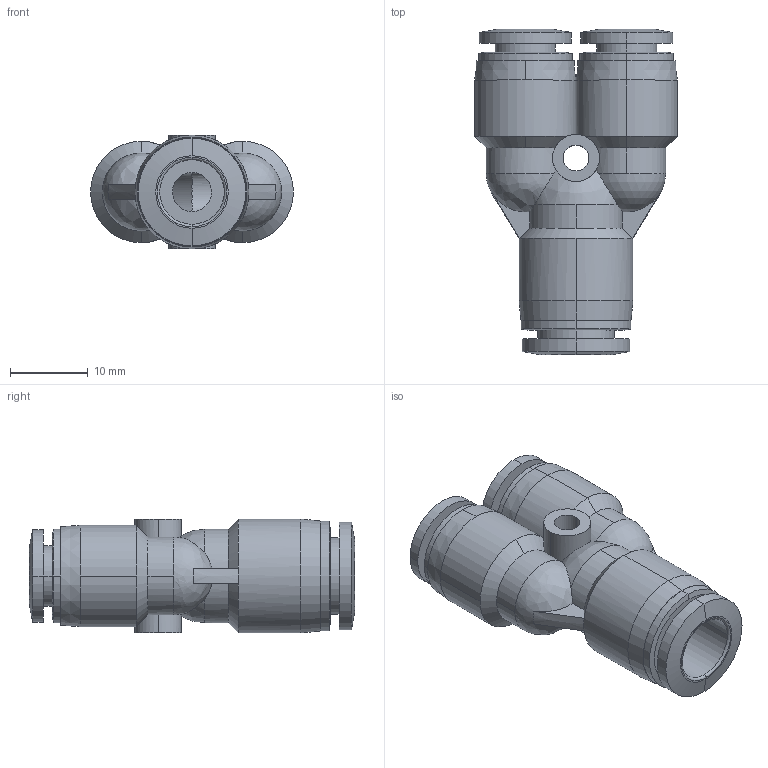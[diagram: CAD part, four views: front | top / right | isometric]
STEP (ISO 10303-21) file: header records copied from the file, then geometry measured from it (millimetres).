
FILE_DESCRIPTION (( 'STEP AP214' ), '1' );
FILE_NAME ('URY8M-6M.step', '2016-02-24T20:49:02', ( '' ), ( '' ), 'SwSTEP 2.0', 'SolidWorks 2015', '' );
FILE_SCHEMA (( 'AUTOMOTIVE_DESIGN' ));
Length unit declared in the file: inch
Products named in the file (1): URY8M-6M
Bounding box: 26 x 41.7 x 14.6 mm (x, y, z)
Volume: 5599.1 mm3; surface area: 4857.9 mm2
Topology: 1 solids, 1 shells, 108 faces, 259 edges, 163 vertices
Faces by surface type: cylinder 44, cone 27, plane 21, bspline 9, torus 6, sphere 1
Entity records: 5318 total; most frequent: CARTESIAN_POINT 1378, DIRECTION 535, ORIENTED_EDGE 516, EDGE_CURVE 258, AXIS2_PLACEMENT_3D 232, VERTEX_POINT 163, CIRCLE 132, EDGE_LOOP 125
